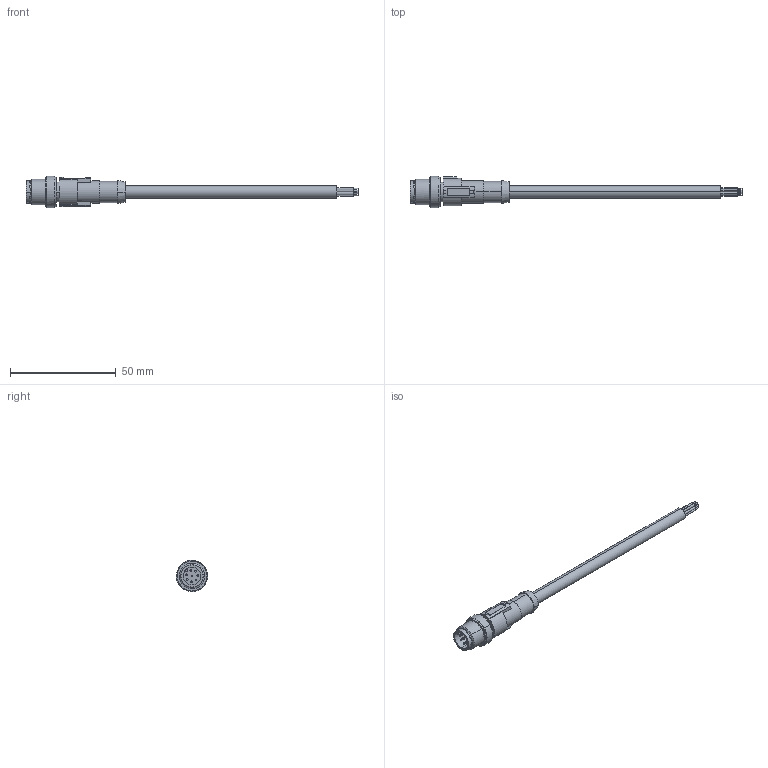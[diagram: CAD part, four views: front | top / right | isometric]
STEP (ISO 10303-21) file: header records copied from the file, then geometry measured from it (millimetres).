
FILE_DESCRIPTION(('SolidDesigner STEP Export'),'2;1');
FILE_NAME('1415718_SAC_8P_M12MS_5.0_PVC-select.stp','2015-01-28T11:41:59',(''),(''),'Creo Elements/Direct Modeling STEP processor for AP214 (Solid Model)','Creo Elements/Direct Modeling 18.1B 29-Sep-2012 (C) Parametric Technology GmbH','');
FILE_SCHEMA(('AUTOMOTIVE_DESIGN { 1 0 10303 214 1 1 1 1 }'));
Length unit declared in the file: millimetre
Products named in the file (2): 1415718_SAC_8P_M12MS_5.0_PVC-select
Assembly tree (1 placements, depth 2):
  1415718_SAC_8P_M12MS_5.0_PVC-select
    1415718_SAC_8P_M12MS_5.0_PVC-select
Bounding box: 156.8 x 14.79 x 14.79 mm (x, y, z)
Volume: 7438.5 mm3; surface area: 4804.5 mm2
Topology: 1 solids, 1 shells, 181 faces, 448 edges, 303 vertices
Faces by surface type: cylinder 89, plane 67, cone 25
Entity records: 7771 total; most frequent: CARTESIAN_POINT 2225, ORIENTED_EDGE 896, DIRECTION 749, EDGE_CURVE 448, VERTEX_POINT 303, AXIS2_PLACEMENT_3D 285, EDGE_LOOP 215, COLOUR_RGB 182
